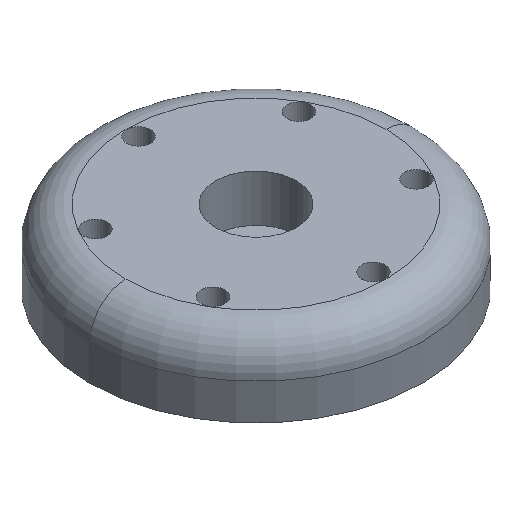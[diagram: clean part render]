
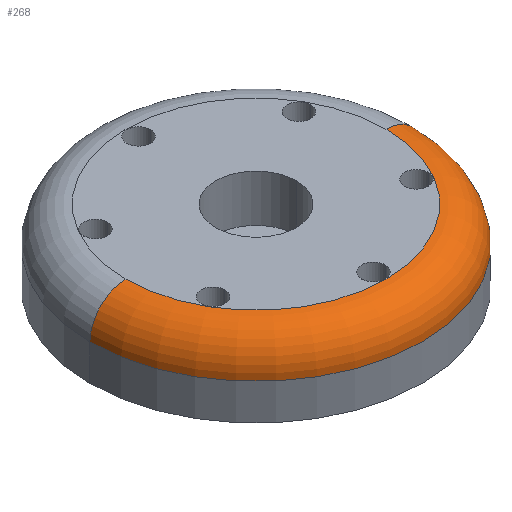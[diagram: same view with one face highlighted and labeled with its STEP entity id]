
A CAD part, isometric view. The second image highlights one B-rep face of the part: STEP entity #268.
In plain terms, the highlighted toroidal (fillet/blend) face has major radius 18 mm and minor radius 5 mm.
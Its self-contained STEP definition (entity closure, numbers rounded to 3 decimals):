
#4 = ORIENTED_EDGE ( 'NONE', *, *, #348, .F. ) ;
#17 = AXIS2_PLACEMENT_3D ( 'NONE', #390, #654, #260 ) ;
#29 = CIRCLE ( 'NONE', #274, 23. ) ;
#65 = TOROIDAL_SURFACE ( 'NONE', #333, 18., 5. ) ;
#92 = AXIS2_PLACEMENT_3D ( 'NONE', #150, #800, #732 ) ;
#107 = CARTESIAN_POINT ( 'NONE',  ( 18., 0., 10. ) ) ;
#144 = VERTEX_POINT ( 'NONE', #768 ) ;
#150 = CARTESIAN_POINT ( 'NONE',  ( -18., 0., 5. ) ) ;
#161 = CARTESIAN_POINT ( 'NONE',  ( 0., 0., 5. ) ) ;
#174 = VERTEX_POINT ( 'NONE', #107 ) ;
#175 = CARTESIAN_POINT ( 'NONE',  ( 0., 0., 10. ) ) ;
#209 = VERTEX_POINT ( 'NONE', #942 ) ;
#220 = CIRCLE ( 'NONE', #679, 18. ) ;
#221 = ORIENTED_EDGE ( 'NONE', *, *, #686, .T. ) ;
#249 = DIRECTION ( 'NONE',  ( 1., 0., 0. ) ) ;
#260 = DIRECTION ( 'NONE',  ( 0., 0., -1. ) ) ;
#268 = ADVANCED_FACE ( 'NONE', ( #531 ), #65, .T. ) ;
#269 = DIRECTION ( 'NONE',  ( 0., 0., -1. ) ) ;
#274 = AXIS2_PLACEMENT_3D ( 'NONE', #954, #269, #300 ) ;
#300 = DIRECTION ( 'NONE',  ( 1., 0., 0. ) ) ;
#333 = AXIS2_PLACEMENT_3D ( 'NONE', #161, #355, #403 ) ;
#348 = EDGE_CURVE ( 'NONE', #144, #209, #29, .T. ) ;
#355 = DIRECTION ( 'NONE',  ( 0., 0., 1. ) ) ;
#390 = CARTESIAN_POINT ( 'NONE',  ( 18., 0., 5. ) ) ;
#403 = DIRECTION ( 'NONE',  ( 1., 0., 0. ) ) ;
#531 = FACE_OUTER_BOUND ( 'NONE', #737, .T. ) ;
#563 = CARTESIAN_POINT ( 'NONE',  ( -18., 0., 10. ) ) ;
#575 = ORIENTED_EDGE ( 'NONE', *, *, #876, .F. ) ;
#646 = EDGE_CURVE ( 'NONE', #209, #725, #833, .T. ) ;
#654 = DIRECTION ( 'NONE',  ( 0., -1., 0. ) ) ;
#657 = ORIENTED_EDGE ( 'NONE', *, *, #646, .F. ) ;
#679 = AXIS2_PLACEMENT_3D ( 'NONE', #175, #785, #249 ) ;
#686 = EDGE_CURVE ( 'NONE', #144, #174, #843, .T. ) ;
#725 = VERTEX_POINT ( 'NONE', #563 ) ;
#732 = DIRECTION ( 'NONE',  ( -1., 0., 0. ) ) ;
#737 = EDGE_LOOP ( 'NONE', ( #657, #4, #221, #575 ) ) ;
#768 = CARTESIAN_POINT ( 'NONE',  ( 23., 0., 5. ) ) ;
#785 = DIRECTION ( 'NONE',  ( 0., 0., 1. ) ) ;
#800 = DIRECTION ( 'NONE',  ( 0., 1., 0. ) ) ;
#833 = CIRCLE ( 'NONE', #92, 5. ) ;
#843 = CIRCLE ( 'NONE', #17, 5. ) ;
#876 = EDGE_CURVE ( 'NONE', #725, #174, #220, .T. ) ;
#942 = CARTESIAN_POINT ( 'NONE',  ( -23., 0., 5. ) ) ;
#954 = CARTESIAN_POINT ( 'NONE',  ( 0., 0., 5. ) ) ;
